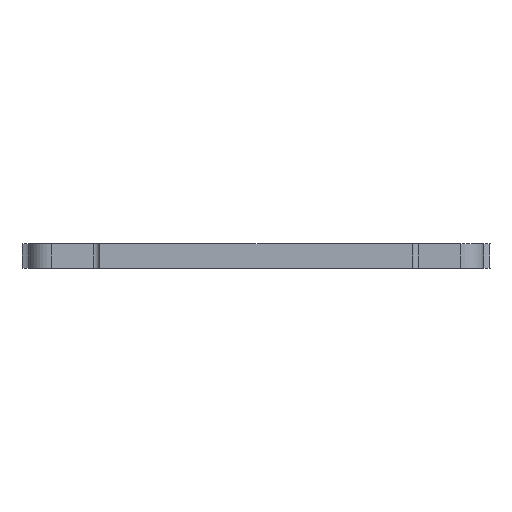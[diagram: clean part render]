
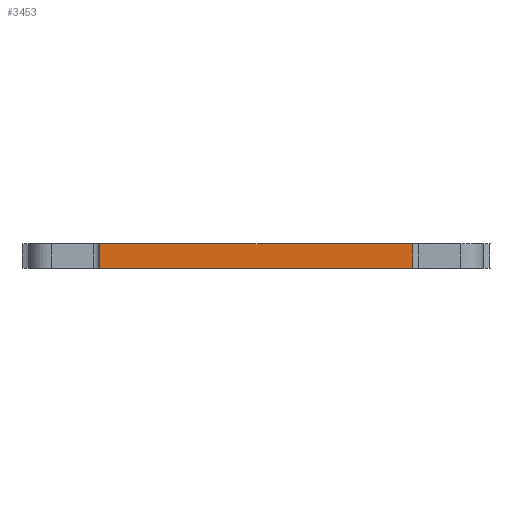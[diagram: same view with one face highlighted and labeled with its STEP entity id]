
A CAD part, left-side view. The second image highlights one B-rep face of the part: STEP entity #3453.
In plain terms, the highlighted planar face has unit normal (-1, 0, 0).
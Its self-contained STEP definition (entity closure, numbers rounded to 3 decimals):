
#60 = EDGE_CURVE ( 'NONE', #1792, #3573, #207, .T. ) ;
#87 = CARTESIAN_POINT ( 'NONE',  ( -16.85, 5.132, 3.72 ) ) ;
#207 = LINE ( 'NONE', #1473, #901 ) ;
#251 = LINE ( 'NONE', #2794, #2616 ) ;
#268 = VERTEX_POINT ( 'NONE', #3694 ) ;
#449 = DIRECTION ( 'NONE',  ( 1., 0., 0. ) ) ;
#531 = VECTOR ( 'NONE', #1976, 1000. ) ;
#549 = LINE ( 'NONE', #87, #2928 ) ;
#901 = VECTOR ( 'NONE', #3320, 1000. ) ;
#1023 = EDGE_CURVE ( 'NONE', #1792, #268, #1445, .T. ) ;
#1095 = EDGE_CURVE ( 'NONE', #268, #2985, #251, .T. ) ;
#1209 = ORIENTED_EDGE ( 'NONE', *, *, #1023, .F. ) ;
#1397 = EDGE_LOOP ( 'NONE', ( #3512, #2890, #1209, #2633 ) ) ;
#1445 = LINE ( 'NONE', #2916, #531 ) ;
#1473 = CARTESIAN_POINT ( 'NONE',  ( -16.85, 5.132, 4.52 ) ) ;
#1736 = AXIS2_PLACEMENT_3D ( 'NONE', #2283, #449, #2600 ) ;
#1792 = VERTEX_POINT ( 'NONE', #2001 ) ;
#1976 = DIRECTION ( 'NONE',  ( 0., -1., 0. ) ) ;
#2001 = CARTESIAN_POINT ( 'NONE',  ( -16.85, 5.132, 4.52 ) ) ;
#2141 = FACE_OUTER_BOUND ( 'NONE', #1397, .T. ) ;
#2166 = DIRECTION ( 'NONE',  ( 0., 0., -1. ) ) ;
#2283 = CARTESIAN_POINT ( 'NONE',  ( -16.85, 5.132, 4.52 ) ) ;
#2600 = DIRECTION ( 'NONE',  ( 0., 0., -1. ) ) ;
#2616 = VECTOR ( 'NONE', #2166, 1000. ) ;
#2633 = ORIENTED_EDGE ( 'NONE', *, *, #60, .T. ) ;
#2794 = CARTESIAN_POINT ( 'NONE',  ( -16.85, -5.118, 4.52 ) ) ;
#2890 = ORIENTED_EDGE ( 'NONE', *, *, #1095, .F. ) ;
#2916 = CARTESIAN_POINT ( 'NONE',  ( -16.85, 5.132, 4.52 ) ) ;
#2928 = VECTOR ( 'NONE', #3758, 1000. ) ;
#2985 = VERTEX_POINT ( 'NONE', #3841 ) ;
#3130 = CARTESIAN_POINT ( 'NONE',  ( -16.85, 5.132, 3.72 ) ) ;
#3198 = PLANE ( 'NONE',  #1736 ) ;
#3320 = DIRECTION ( 'NONE',  ( 0., 0., -1. ) ) ;
#3453 = ADVANCED_FACE ( 'NONE', ( #2141 ), #3198, .F. ) ;
#3512 = ORIENTED_EDGE ( 'NONE', *, *, #3669, .T. ) ;
#3573 = VERTEX_POINT ( 'NONE', #3130 ) ;
#3669 = EDGE_CURVE ( 'NONE', #3573, #2985, #549, .T. ) ;
#3694 = CARTESIAN_POINT ( 'NONE',  ( -16.85, -5.118, 4.52 ) ) ;
#3758 = DIRECTION ( 'NONE',  ( 0., -1., 0. ) ) ;
#3841 = CARTESIAN_POINT ( 'NONE',  ( -16.85, -5.118, 3.72 ) ) ;
